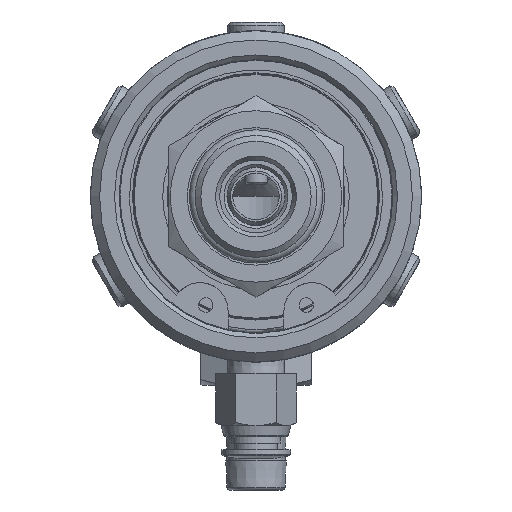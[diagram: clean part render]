
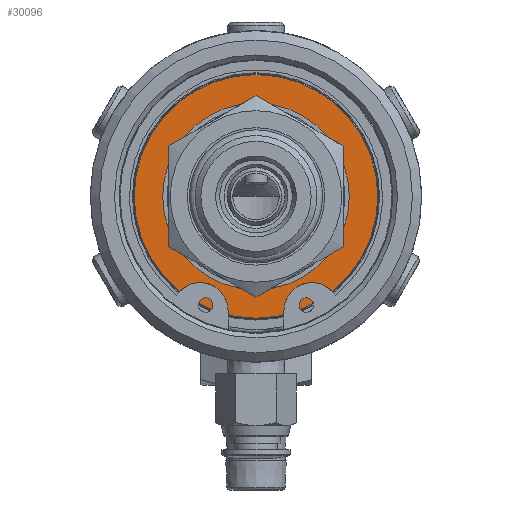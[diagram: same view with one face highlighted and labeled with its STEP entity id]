
A CAD part, left-side view. The second image highlights one B-rep face of the part: STEP entity #30096.
In plain terms, the highlighted planar face has unit normal (-1, 0, 0).
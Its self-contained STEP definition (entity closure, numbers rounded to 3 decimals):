
#30065=CARTESIAN_POINT('',(133.905,-20.95,0.));
#30066=VERTEX_POINT('',#30065);
#30067=CARTESIAN_POINT('',(133.905,0.0,0.));
#30068=DIRECTION('',(1.0,0.0,0.0));
#30069=DIRECTION('',(0.0,-1.0,0.0));
#30070=AXIS2_PLACEMENT_3D('',#30067,#30068,#30069);
#30071=CIRCLE('',#30070,20.95);
#30072=EDGE_CURVE('',#30066,#30066,#30071,.T.);
#30077=CARTESIAN_POINT('',(133.905,-18.5,0.));
#30078=DIRECTION('',(-1.0,0.0,0.0));
#30079=DIRECTION('',(0.0,1.0,0.0));
#30080=AXIS2_PLACEMENT_3D('',#30077,#30078,#30079);
#30081=PLANE('',#30080);
#30082=ORIENTED_EDGE('',*,*,#30072,.F.);
#30083=EDGE_LOOP('',(#30082));
#30084=FACE_OUTER_BOUND('',#30083,.T.);
#30085=CARTESIAN_POINT('',(133.905,-16.05,0.));
#30086=VERTEX_POINT('',#30085);
#30087=CARTESIAN_POINT('',(133.905,0.0,0.));
#30088=DIRECTION('',(1.0,0.0,0.0));
#30089=DIRECTION('',(0.0,-1.0,0.0));
#30090=AXIS2_PLACEMENT_3D('',#30087,#30088,#30089);
#30091=CIRCLE('',#30090,16.05);
#30092=EDGE_CURVE('',#30086,#30086,#30091,.T.);
#30093=ORIENTED_EDGE('',*,*,#30092,.T.);
#30094=EDGE_LOOP('',(#30093));
#30095=FACE_BOUND('',#30094,.T.);
#30096=ADVANCED_FACE('',(#30084,#30095),#30081,.T.);
